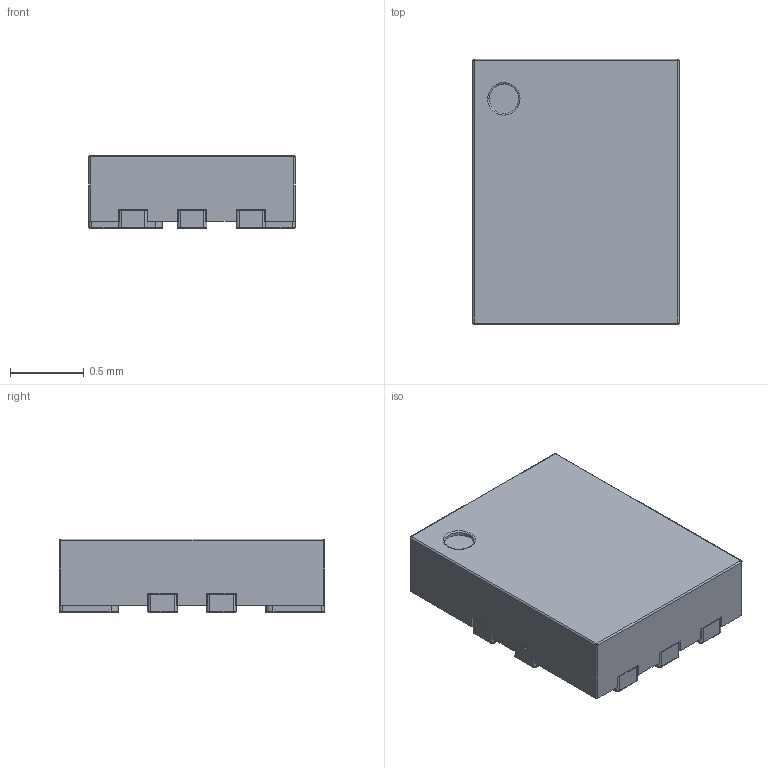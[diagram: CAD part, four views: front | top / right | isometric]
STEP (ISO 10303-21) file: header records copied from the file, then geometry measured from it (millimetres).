
FILE_DESCRIPTION (( 'STEP AP214' ), '1' );
FILE_NAME ('User Library-UQFN10 1.4x1.8mm 0.4 pitch with white mark.STEP', '2021-04-29T15:21:45', ( '' ), ( '' ), 'SwSTEP 2.0', 'SolidWorks 2020', '' );
FILE_SCHEMA (( 'AUTOMOTIVE_DESIGN' ));
Length unit declared in the file: millimetre
Products named in the file (1): User Library-UQFN10 1.4x1.8mm 0.4 pitch with white mark
Bounding box: 1.4 x 1.8 x 0.5 mm (x, y, z)
Volume: 1.2 mm3; surface area: 11.5 mm2
Topology: 11 solids, 11 shells, 329 faces, 828 edges, 514 vertices
Faces by surface type: cylinder 169, plane 109, bspline 31, torus 20
Entity records: 10286 total; most frequent: CARTESIAN_POINT 2266, DIRECTION 1725, ORIENTED_EDGE 1640, EDGE_CURVE 820, AXIS2_PLACEMENT_3D 649, VERTEX_POINT 514, VECTOR 427, LINE 427
